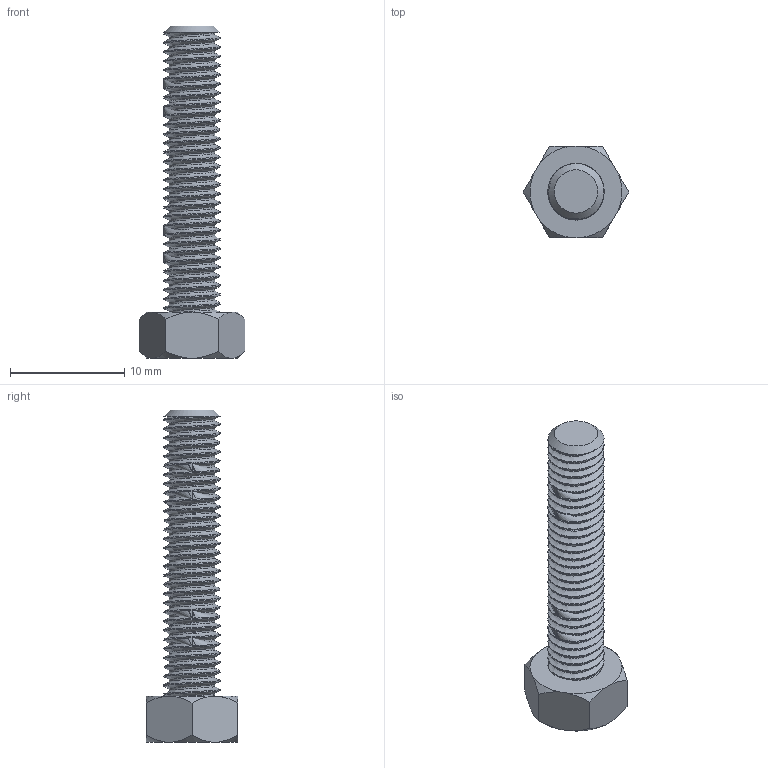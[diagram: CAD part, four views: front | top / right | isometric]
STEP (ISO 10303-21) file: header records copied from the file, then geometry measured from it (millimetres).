
FILE_DESCRIPTION(/* description */ (''),/* implementation_level */ '2;1');
FILE_NAME(/* name */ 'M5x25.step',/* time_stamp */ '2019-07-26T23:27:30+10:00',/* author */ (''),/* organization */ (''),/* preprocessor_version */ 'ST-DEVELOPER v18',/* originating_system */ 'Autodesk Translation Framework v8.2.0.1029',/* authorisation */ '');
FILE_SCHEMA (('AUTOMOTIVE_DESIGN { 1 0 10303 214 3 1 1 }'));
Length unit declared in the file: millimetre
Products named in the file (2): Bolt Nut; M5x25
Assembly tree (1 placements, depth 2):
  Bolt Nut
    M5x25
Bounding box: 9.24 x 8 x 29 mm (x, y, z)
Volume: 658.7 mm3; surface area: 862.8 mm2
Topology: 1 solids, 1 shells, 97 faces, 264 edges, 170 vertices
Faces by surface type: cylinder 72, cone 13, plane 10, bspline 2
Full cylindrical faces by diameter (mm): 3.99 x34, 4.901 x34
Entity records: 6596 total; most frequent: CARTESIAN_POINT 4423, ORIENTED_EDGE 528, DIRECTION 325, EDGE_CURVE 264, VERTEX_POINT 170, B_SPLINE_CURVE_WITH_KNOTS 131, AXIS2_PLACEMENT_3D 118, EDGE_LOOP 98
